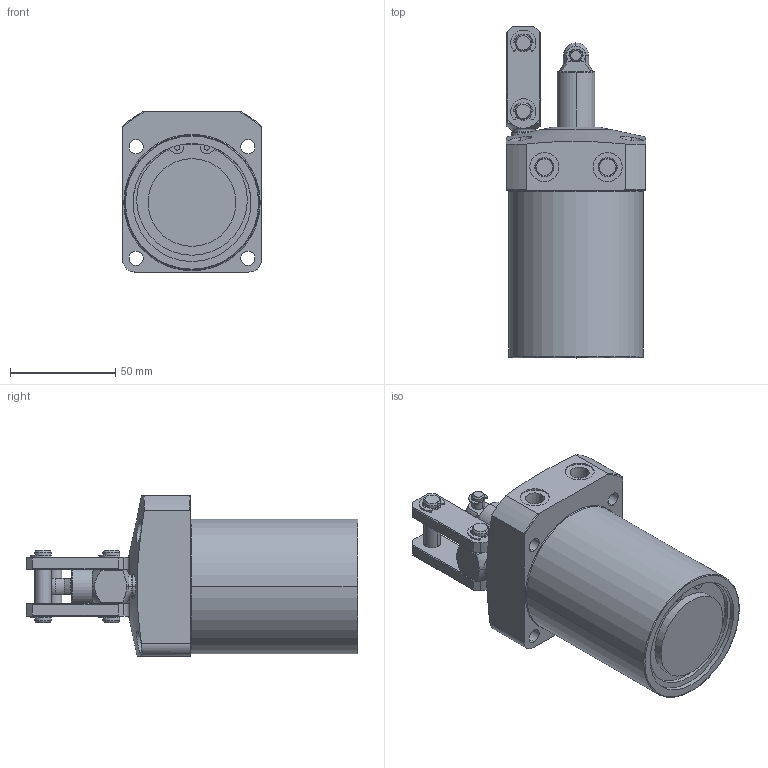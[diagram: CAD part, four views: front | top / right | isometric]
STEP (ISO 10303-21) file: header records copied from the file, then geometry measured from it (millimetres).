
FILE_DESCRIPTION (( 'STEP AP203' ), '1' );
FILE_NAME ('WCE2501-2SL.STEP', '2018-12-15T06:26:26', ( '微软用户' ), ( '微软中国' ), 'SwSTEP 2.0', 'SolidWorks 2012', '' );
FILE_SCHEMA (( 'CONFIG_CONTROL_DESIGN' ));
Length unit declared in the file: millimetre
Products named in the file (9): WCE2501-2SL; ETW-6; ETW-4; WCA0500_嵋裡葨凰_4WC100018-00; 4L51243-00咂搘2; 4L51242-00咂搘1; WCE2500_咂衝椳紕_; WCE2500_菛巍催獉; WCE2500-S_槭暌溱
Assembly tree (14 placements, depth 2):
  WCE2501-2SL
    WCE2500-S_槭暌溱
    WCE2500_菛巍催獉
    WCE2500_咂衝椳紕_
    4L51242-00咂搘1
    4L51243-00咂搘2  x2
    WCA0500_嵋裡葨凰_4WC100018-00  x2
    ETW-4  x2
    ETW-6  x4
Bounding box: 66 x 157.5 x 76 mm (x, y, z)
Volume: 391852.2 mm3; surface area: 53450.5 mm2
Topology: 14 solids, 15 shells, 463 faces, 1150 edges, 742 vertices
Faces by surface type: cylinder 256, plane 132, cone 59, torus 14, sphere 2
Entity records: 10511 total; most frequent: CARTESIAN_POINT 2196, DIRECTION 1658, ORIENTED_EDGE 1416, EDGE_CURVE 708, AXIS2_PLACEMENT_3D 680, VERTEX_POINT 452, CIRCLE 366, EDGE_LOOP 340
